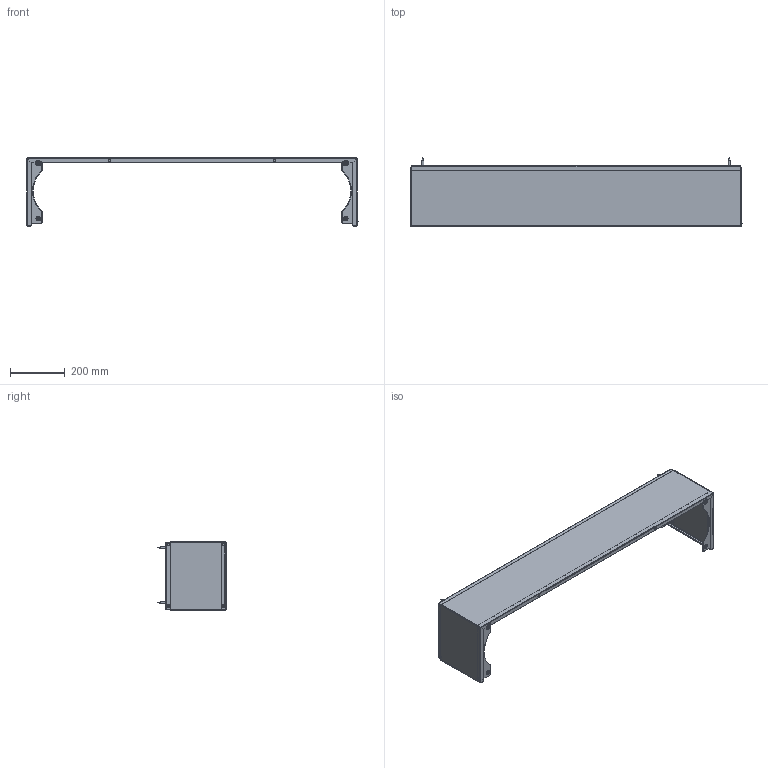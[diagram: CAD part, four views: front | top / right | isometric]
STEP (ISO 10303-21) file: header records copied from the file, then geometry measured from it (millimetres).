
FILE_DESCRIPTION(/* description */ (''),/* implementation_level */ '2;1');
FILE_NAME(/* name */ 'Ü.stp',/* time_stamp */ '2022-12-16T07:20:21+01:00',/* author */ (''),/* organization */ (''),/* preprocessor_version */ 'ST-DEVELOPER v18.1',/* originating_system */ 'SIEMENS PLM Software NX 1973',/* authorisation */ '');
FILE_SCHEMA (('AUTOMOTIVE_DESIGN { 1 0 10303 214 3 1 1 1 }'));
Length unit declared in the file: millimetre
Products named in the file (1): mmro38D03962z04u
Bounding box: 1208 x 248.5 x 247.5 mm (x, y, z)
Volume: 843656 mm3; surface area: 1646791.5 mm2
Topology: 14 solids, 14 shells, 594 faces, 1512 edges, 962 vertices
Faces by surface type: plane 288, cylinder 158, cone 72, torus 44, bspline 28, sphere 4
Full cylindrical faces by diameter (mm): 5.5 x8, 6 x2, 6.2 x8, 6.3 x4, 7 x2, 8 x4, 9.5 x4
Entity records: 21127 total; most frequent: CARTESIAN_POINT 5813, DIRECTION 2868, ORIENTED_EDGE 2772, EDGE_CURVE 1386, AXIS2_PLACEMENT_3D 1091, VERTEX_POINT 932, EDGE_LOOP 778, LINE 686
